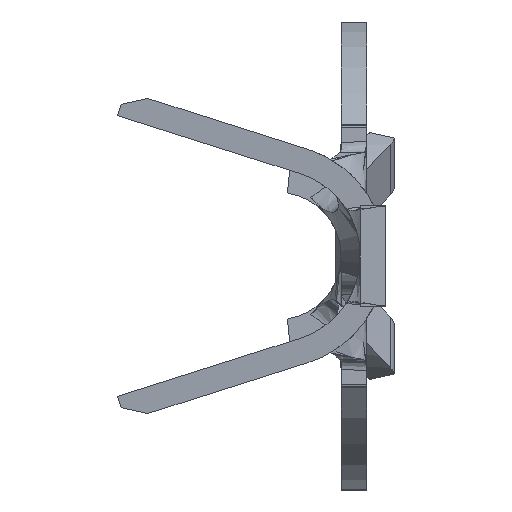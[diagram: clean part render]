
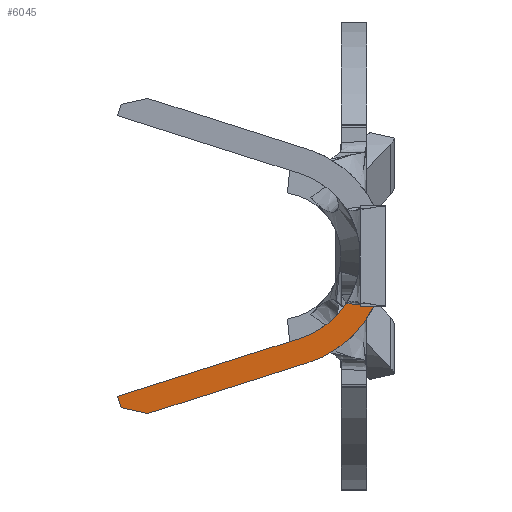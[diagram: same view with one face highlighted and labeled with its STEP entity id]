
A CAD part, left-side view. The second image highlights one B-rep face of the part: STEP entity #6045.
In plain terms, the highlighted planar face has unit normal (-0.996, 0.087, 0).
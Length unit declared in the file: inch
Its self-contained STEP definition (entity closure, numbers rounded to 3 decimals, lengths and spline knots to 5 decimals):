
#125 = CARTESIAN_POINT ( 'NONE',  ( -1.63449, 0.04651, -0.11096 ) ) ;
#248 = CARTESIAN_POINT ( 'NONE',  ( -1.63717, 0.01596, -0.18287 ) ) ;
#249 = CARTESIAN_POINT ( 'NONE',  ( -1.63449, 0.04651, -0.11096 ) ) ;
#478 = CARTESIAN_POINT ( 'NONE',  ( -1.63538, 0.03639, -0.09069 ) ) ;
#516 =( BOUNDED_CURVE ( )  B_SPLINE_CURVE ( 3, ( #592, #5289, #4126, #478 ),
 .UNSPECIFIED., .F., .T. ) 
 B_SPLINE_CURVE_WITH_KNOTS ( ( 4, 4 ),
 ( 1.87842, 2.67844 ),
 .UNSPECIFIED. ) 
 CURVE ( )  GEOMETRIC_REPRESENTATION_ITEM ( )  RATIONAL_B_SPLINE_CURVE ( ( 1., 0.947, 0.947, 1. ) ) 
 REPRESENTATION_ITEM ( '' )  );
#578 = DIRECTION ( 'NONE',  ( 0.996, -0.087, 0. ) ) ;
#592 = CARTESIAN_POINT ( 'NONE',  ( -1.62487, 0.15653, -0.19347 ) ) ;
#603 = CARTESIAN_POINT ( 'NONE',  ( -1.63587, 0.03079, -0.11342 ) ) ;
#611 = CARTESIAN_POINT ( 'NONE',  ( -1.58738, 0.585, -0.3296 ) ) ;
#688 = VERTEX_POINT ( 'NONE', #125 ) ;
#787 = CARTESIAN_POINT ( 'NONE',  ( -1.63586, 0.03091, -0.11341 ) ) ;
#921 = VECTOR ( 'NONE', #4980, 39.37008 ) ;
#1057 = CARTESIAN_POINT ( 'NONE',  ( -1.63586, 0.03086, -0.11341 ) ) ;
#1072 = CARTESIAN_POINT ( 'NONE',  ( -1.63449, 0.04651, -0.11096 ) ) ;
#1145 = CARTESIAN_POINT ( 'NONE',  ( -1.63479, 0.04313, -0.1042 ) ) ;
#1167 = VECTOR ( 'NONE', #7042, 39.37008 ) ;
#1172 = CARTESIAN_POINT ( 'NONE',  ( -1.63686, 0.01946, -0.11429 ) ) ;
#1374 = EDGE_LOOP ( 'NONE', ( #4426, #3184, #3460, #4082, #3945, #2232, #5527, #2143 ) ) ;
#1613 = LINE ( 'NONE', #2800, #2608 ) ;
#1743 = CARTESIAN_POINT ( 'NONE',  ( -1.63731, 0.01433, -0.11466 ) ) ;
#1767 = EDGE_CURVE ( 'NONE', #6885, #4898, #6743, .T. ) ;
#1802 = VERTEX_POINT ( 'NONE', #4519 ) ;
#1819 = CARTESIAN_POINT ( 'NONE',  ( -1.63589, 0.03059, -0.11344 ) ) ;
#2036 = LINE ( 'NONE', #3317, #921 ) ;
#2143 = ORIENTED_EDGE ( 'NONE', *, *, #1767, .F. ) ;
#2232 = ORIENTED_EDGE ( 'NONE', *, *, #4376, .F. ) ;
#2315 = CARTESIAN_POINT ( 'NONE',  ( -1.63784, 0.00829, -0.11514 ) ) ;
#2522 = EDGE_CURVE ( 'NONE', #688, #1802, #4568, .T. ) ;
#2545 = CARTESIAN_POINT ( 'NONE',  ( -1.62657, 0.1371, -0.25025 ) ) ;
#2608 = VECTOR ( 'NONE', #5120, 39.37008 ) ;
#2709 = EDGE_CURVE ( 'NONE', #4898, #4698, #1613, .T. ) ;
#2800 = CARTESIAN_POINT ( 'NONE',  ( -1.58852, 0.57202, -0.35727 ) ) ;
#2978 = CARTESIAN_POINT ( 'NONE',  ( -1.63741, 0.01313, -0.11475 ) ) ;
#3109 = EDGE_CURVE ( 'NONE', #6537, #6885, #4249, .T. ) ;
#3184 = ORIENTED_EDGE ( 'NONE', *, *, #4110, .T. ) ;
#3281 = CARTESIAN_POINT ( 'NONE',  ( -1.64, -0.0164, -0.11928 ) ) ;
#3317 = CARTESIAN_POINT ( 'NONE',  ( -1.58742, 0.58456, -0.33099 ) ) ;
#3460 = ORIENTED_EDGE ( 'NONE', *, *, #2522, .T. ) ;
#3488 = CARTESIAN_POINT ( 'NONE',  ( -1.6425, -0.045, -0.3915 ) ) ;
#3520 = CARTESIAN_POINT ( 'NONE',  ( -1.63604, 0.02881, -0.11359 ) ) ;
#3559 = CARTESIAN_POINT ( 'NONE',  ( -1.63729, 0.01452, -0.11465 ) ) ;
#3710 = CARTESIAN_POINT ( 'NONE',  ( -1.63534, 0.03687, -0.11284 ) ) ;
#3766 = EDGE_CURVE ( 'NONE', #5399, #7342, #7080, .T. ) ;
#3898 = CARTESIAN_POINT ( 'NONE',  ( -1.62646, 0.13836, -0.25065 ) ) ;
#3945 = ORIENTED_EDGE ( 'NONE', *, *, #3766, .F. ) ;
#4028 = CARTESIAN_POINT ( 'NONE',  ( -1.64, -0.0164, -0.11928 ) ) ;
#4074 = FACE_OUTER_BOUND ( 'NONE', #1374, .T. ) ;
#4082 = ORIENTED_EDGE ( 'NONE', *, *, #5088, .F. ) ;
#4110 = EDGE_CURVE ( 'NONE', #6537, #688, #4439, .T. ) ;
#4126 = CARTESIAN_POINT ( 'NONE',  ( -1.63321, 0.06124, -0.14046 ) ) ;
#4249 =( BOUNDED_CURVE ( )  B_SPLINE_CURVE ( 3, ( #5676, #248, #4394, #3898 ),
 .UNSPECIFIED., .F., .T. ) 
 B_SPLINE_CURVE_WITH_KNOTS ( ( 4, 4 ),
 ( 3.61232, 4.40476 ),
 .UNSPECIFIED. ) 
 CURVE ( )  GEOMETRIC_REPRESENTATION_ITEM ( )  RATIONAL_B_SPLINE_CURVE ( ( 1., 0.948, 0.948, 1. ) ) 
 REPRESENTATION_ITEM ( '' )  );
#4333 = DIRECTION ( 'NONE',  ( 0.083, 0.95, -0.302 ) ) ;
#4376 = EDGE_CURVE ( 'NONE', #4698, #5399, #2036, .T. ) ;
#4382 = VECTOR ( 'NONE', #4333, 39.37008 ) ;
#4394 = CARTESIAN_POINT ( 'NONE',  ( -1.63241, 0.07036, -0.22905 ) ) ;
#4426 = ORIENTED_EDGE ( 'NONE', *, *, #3109, .F. ) ;
#4439 = B_SPLINE_CURVE_WITH_KNOTS ( 'NONE', 3,
 ( #4028, #6441, #5259, #6482, #2315, #4680, #2978, #7023, #1743, #3559, #1172, #4756, #3520, #7098, #1819, #603, #1057, #787, #7171, #3710, #5521, #249 ),
 .UNSPECIFIED., .F., .F.,
 ( 4, 1, 1, 1, 1, 1, 2, 2, 1, 1, 1, 1, 1, 2, 2, 4 ),
 ( 0., 0.25, 0.375, 0.4375, 0.46875, 0.48437, 0.49219, 0.5, 0.625, 0.6875, 0.71875, 0.73437, 0.74219, 0.74609, 0.75, 1. ),
 .UNSPECIFIED. ) ;
#4519 = CARTESIAN_POINT ( 'NONE',  ( -1.63538, 0.03639, -0.09069 ) ) ;
#4568 = B_SPLINE_CURVE_WITH_KNOTS ( 'NONE', 3,
 ( #1072, #1145, #7001, #5810 ),
 .UNSPECIFIED., .F., .F.,
 ( 4, 4 ),
 ( 0., 0.00058 ),
 .UNSPECIFIED. ) ;
#4680 = CARTESIAN_POINT ( 'NONE',  ( -1.63756, 0.01148, -0.11488 ) ) ;
#4698 = VERTEX_POINT ( 'NONE', #5955 ) ;
#4756 = CARTESIAN_POINT ( 'NONE',  ( -1.63638, 0.02496, -0.11388 ) ) ;
#4860 = AXIS2_PLACEMENT_3D ( 'NONE', #3488, #578, #5272 ) ;
#4898 = VERTEX_POINT ( 'NONE', #5517 ) ;
#4971 = CARTESIAN_POINT ( 'NONE',  ( -1.62487, 0.15653, -0.19347 ) ) ;
#4980 = DIRECTION ( 'NONE',  ( 0.026, 0.303, 0.953 ) ) ;
#5088 = EDGE_CURVE ( 'NONE', #7342, #1802, #516, .T. ) ;
#5120 = DIRECTION ( 'NONE',  ( 0.085, 0.973, 0.214 ) ) ;
#5259 = CARTESIAN_POINT ( 'NONE',  ( -1.63925, -0.0079, -0.11697 ) ) ;
#5272 = DIRECTION ( 'NONE',  ( 0.087, 0.996, 0. ) ) ;
#5289 = CARTESIAN_POINT ( 'NONE',  ( -1.62951, 0.10351, -0.17663 ) ) ;
#5393 = CARTESIAN_POINT ( 'NONE',  ( -1.62499, 0.15514, -0.19303 ) ) ;
#5399 = VERTEX_POINT ( 'NONE', #611 ) ;
#5517 = CARTESIAN_POINT ( 'NONE',  ( -1.59359, 0.51401, -0.37 ) ) ;
#5521 = CARTESIAN_POINT ( 'NONE',  ( -1.63488, 0.04205, -0.11202 ) ) ;
#5527 = ORIENTED_EDGE ( 'NONE', *, *, #2709, .F. ) ;
#5676 = CARTESIAN_POINT ( 'NONE',  ( -1.64, -0.0164, -0.11928 ) ) ;
#5810 = CARTESIAN_POINT ( 'NONE',  ( -1.63538, 0.03639, -0.09069 ) ) ;
#5955 = CARTESIAN_POINT ( 'NONE',  ( -1.58812, 0.57652, -0.35628 ) ) ;
#6045 = ADVANCED_FACE ( 'NONE', ( #4074 ), #6412, .F. ) ;
#6343 = CARTESIAN_POINT ( 'NONE',  ( -1.62646, 0.13836, -0.25065 ) ) ;
#6412 = PLANE ( 'NONE',  #4860 ) ;
#6441 = CARTESIAN_POINT ( 'NONE',  ( -1.63977, -0.01377, -0.11829 ) ) ;
#6482 = CARTESIAN_POINT ( 'NONE',  ( -1.63836, 0.00233, -0.1157 ) ) ;
#6537 = VERTEX_POINT ( 'NONE', #3281 ) ;
#6743 = LINE ( 'NONE', #2545, #4382 ) ;
#6885 = VERTEX_POINT ( 'NONE', #6343 ) ;
#7001 = CARTESIAN_POINT ( 'NONE',  ( -1.63508, 0.03976, -0.09745 ) ) ;
#7023 = CARTESIAN_POINT ( 'NONE',  ( -1.63735, 0.01384, -0.1147 ) ) ;
#7042 = DIRECTION ( 'NONE',  ( -0.083, -0.95, 0.302 ) ) ;
#7080 = LINE ( 'NONE', #5393, #1167 ) ;
#7098 = CARTESIAN_POINT ( 'NONE',  ( -1.63593, 0.0301, -0.11348 ) ) ;
#7171 = CARTESIAN_POINT ( 'NONE',  ( -1.63586, 0.03087, -0.11341 ) ) ;
#7342 = VERTEX_POINT ( 'NONE', #4971 ) ;
